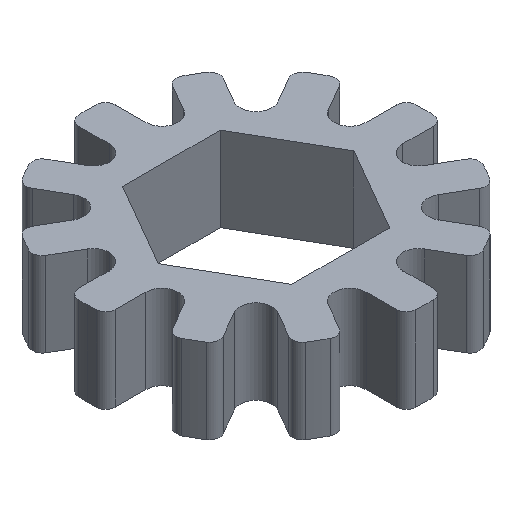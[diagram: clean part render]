
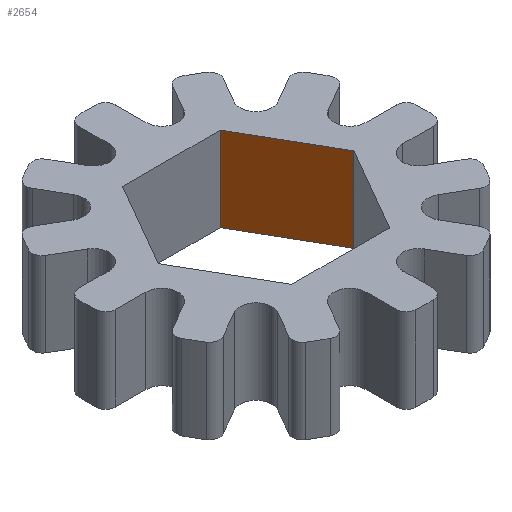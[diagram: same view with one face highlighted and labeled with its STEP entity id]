
A CAD part, isometric view. The second image highlights one B-rep face of the part: STEP entity #2654.
In plain terms, the highlighted planar face has unit normal (-0.866, -0.5, 0).
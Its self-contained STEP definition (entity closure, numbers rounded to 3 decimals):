
#33 = LINE ( 'NONE', #431, #2828 ) ;
#73 = VECTOR ( 'NONE', #1549, 1000. ) ;
#173 = VERTEX_POINT ( 'NONE', #1362 ) ;
#212 = CARTESIAN_POINT ( 'NONE',  ( 3.675, 6.365, -3.175 ) ) ;
#422 = VERTEX_POINT ( 'NONE', #1275 ) ;
#431 = CARTESIAN_POINT ( 'NONE',  ( 7.35, 0., 3.175 ) ) ;
#438 = FACE_OUTER_BOUND ( 'NONE', #868, .T. ) ;
#449 = VECTOR ( 'NONE', #530, 1000. ) ;
#530 = DIRECTION ( 'NONE',  ( -0.5, 0.866, 0. ) ) ;
#674 = LINE ( 'NONE', #1104, #2823 ) ;
#715 = ORIENTED_EDGE ( 'NONE', *, *, #2342, .F. ) ;
#868 = EDGE_LOOP ( 'NONE', ( #715, #1942, #2023, #1570 ) ) ;
#908 = PLANE ( 'NONE',  #2780 ) ;
#1031 = EDGE_CURVE ( 'NONE', #1604, #422, #1963, .T. ) ;
#1104 = CARTESIAN_POINT ( 'NONE',  ( 3.675, 6.365, 3.175 ) ) ;
#1275 = CARTESIAN_POINT ( 'NONE',  ( 3.675, 6.365, 3.175 ) ) ;
#1336 = LINE ( 'NONE', #1425, #73 ) ;
#1362 = CARTESIAN_POINT ( 'NONE',  ( 7.35, 0., -3.175 ) ) ;
#1370 = DIRECTION ( 'NONE',  ( 0., 0., -1. ) ) ;
#1410 = CARTESIAN_POINT ( 'NONE',  ( 7.35, 0., 3.175 ) ) ;
#1425 = CARTESIAN_POINT ( 'NONE',  ( 7.35, 0., -3.175 ) ) ;
#1549 = DIRECTION ( 'NONE',  ( -0.5, 0.866, 0. ) ) ;
#1570 = ORIENTED_EDGE ( 'NONE', *, *, #1989, .T. ) ;
#1604 = VERTEX_POINT ( 'NONE', #2621 ) ;
#1800 = DIRECTION ( 'NONE',  ( 0., 0., -1. ) ) ;
#1825 = VERTEX_POINT ( 'NONE', #212 ) ;
#1942 = ORIENTED_EDGE ( 'NONE', *, *, #2872, .F. ) ;
#1963 = LINE ( 'NONE', #2896, #449 ) ;
#1989 = EDGE_CURVE ( 'NONE', #422, #1825, #674, .T. ) ;
#2023 = ORIENTED_EDGE ( 'NONE', *, *, #1031, .T. ) ;
#2342 = EDGE_CURVE ( 'NONE', #173, #1825, #1336, .T. ) ;
#2354 = DIRECTION ( 'NONE',  ( -0.866, -0.5, 0. ) ) ;
#2621 = CARTESIAN_POINT ( 'NONE',  ( 7.35, 0., 3.175 ) ) ;
#2654 = ADVANCED_FACE ( 'NONE', ( #438 ), #908, .T. ) ;
#2780 = AXIS2_PLACEMENT_3D ( 'NONE', #1410, #2354, #3035 ) ;
#2823 = VECTOR ( 'NONE', #1800, 1000. ) ;
#2828 = VECTOR ( 'NONE', #1370, 1000. ) ;
#2872 = EDGE_CURVE ( 'NONE', #1604, #173, #33, .T. ) ;
#2896 = CARTESIAN_POINT ( 'NONE',  ( 7.35, 0., 3.175 ) ) ;
#3035 = DIRECTION ( 'NONE',  ( 0.5, -0.866, 0. ) ) ;
